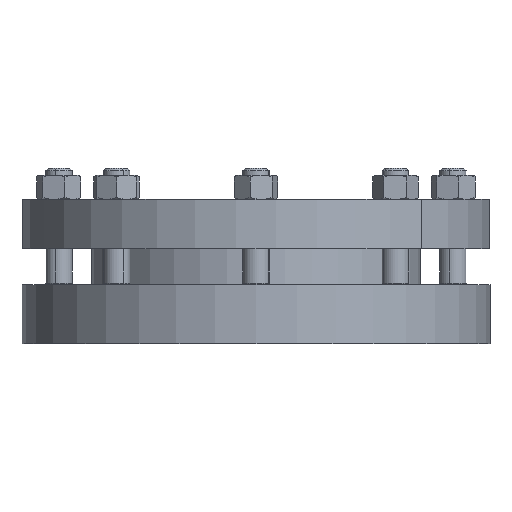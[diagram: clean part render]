
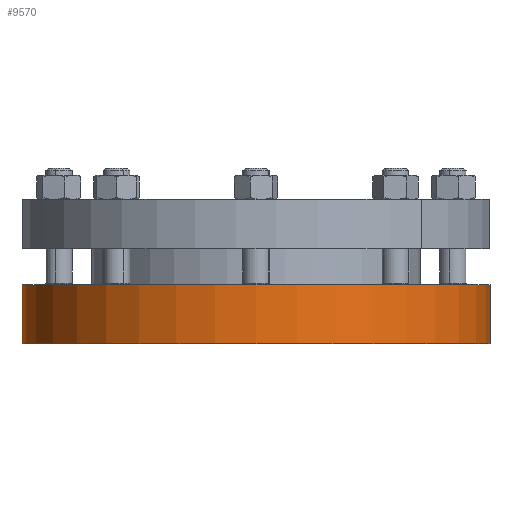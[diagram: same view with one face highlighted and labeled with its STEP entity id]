
A CAD part, front view. The second image highlights one B-rep face of the part: STEP entity #9570.
In plain terms, the highlighted cylindrical face has radius 142.5 mm (diameter 285 mm), a partial arc.
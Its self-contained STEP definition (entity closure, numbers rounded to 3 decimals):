
#820 = DIRECTION ( 'NONE',  ( -1., 0., 0. ) ) ;
#1257 = CARTESIAN_POINT ( 'NONE',  ( -142.5, 0., 36. ) ) ;
#3170 = CARTESIAN_POINT ( 'NONE',  ( 142.5, 0., 0. ) ) ;
#3253 = VERTEX_POINT ( 'NONE', #3170 ) ;
#3342 = EDGE_CURVE ( 'NONE', #3253, #13276, #14590, .T. ) ;
#3694 = VERTEX_POINT ( 'NONE', #16232 ) ;
#3738 = DIRECTION ( 'NONE',  ( 0., 0., -1. ) ) ;
#3946 = VECTOR ( 'NONE', #3738, 1000. ) ;
#4269 = CYLINDRICAL_SURFACE ( 'NONE', #15970, 142.5 ) ;
#4731 = DIRECTION ( 'NONE',  ( -1., 0., 0. ) ) ;
#4735 = CARTESIAN_POINT ( 'NONE',  ( -142.5, 0., 0. ) ) ;
#4801 = CARTESIAN_POINT ( 'NONE',  ( 0., 0., 36. ) ) ;
#4979 = CARTESIAN_POINT ( 'NONE',  ( 0., 0., 0. ) ) ;
#5208 = VERTEX_POINT ( 'NONE', #1257 ) ;
#5431 = EDGE_CURVE ( 'NONE', #5208, #13276, #13848, .T. ) ;
#5506 = DIRECTION ( 'NONE',  ( 0., 0., -1. ) ) ;
#5722 = EDGE_CURVE ( 'NONE', #3694, #5208, #15719, .T. ) ;
#5841 = CARTESIAN_POINT ( 'NONE',  ( 142.5, 0., 0. ) ) ;
#6554 = CARTESIAN_POINT ( 'NONE',  ( -142.5, 0., 0. ) ) ;
#7017 = FACE_OUTER_BOUND ( 'NONE', #16100, .T. ) ;
#8219 = VECTOR ( 'NONE', #12192, 1000. ) ;
#8646 = DIRECTION ( 'NONE',  ( 0., 0., -1. ) ) ;
#9570 = ADVANCED_FACE ( 'NONE', ( #7017 ), #4269, .T. ) ;
#9619 = EDGE_CURVE ( 'NONE', #3694, #3253, #12103, .T. ) ;
#10479 = ORIENTED_EDGE ( 'NONE', *, *, #5722, .T. ) ;
#10914 = AXIS2_PLACEMENT_3D ( 'NONE', #4801, #16327, #820 ) ;
#12103 = LINE ( 'NONE', #5841, #8219 ) ;
#12192 = DIRECTION ( 'NONE',  ( 0., 0., -1. ) ) ;
#13197 = CARTESIAN_POINT ( 'NONE',  ( 0., 0., 0. ) ) ;
#13276 = VERTEX_POINT ( 'NONE', #6554 ) ;
#13445 = DIRECTION ( 'NONE',  ( -1., 0., 0. ) ) ;
#13848 = LINE ( 'NONE', #4735, #3946 ) ;
#14126 = ORIENTED_EDGE ( 'NONE', *, *, #9619, .F. ) ;
#14590 = CIRCLE ( 'NONE', #15661, 142.5 ) ;
#15277 = ORIENTED_EDGE ( 'NONE', *, *, #5431, .T. ) ;
#15661 = AXIS2_PLACEMENT_3D ( 'NONE', #4979, #8646, #4731 ) ;
#15719 = CIRCLE ( 'NONE', #10914, 142.5 ) ;
#15907 = ORIENTED_EDGE ( 'NONE', *, *, #3342, .F. ) ;
#15970 = AXIS2_PLACEMENT_3D ( 'NONE', #13197, #5506, #13445 ) ;
#16100 = EDGE_LOOP ( 'NONE', ( #14126, #10479, #15277, #15907 ) ) ;
#16232 = CARTESIAN_POINT ( 'NONE',  ( 142.5, 0., 36. ) ) ;
#16327 = DIRECTION ( 'NONE',  ( 0., 0., -1. ) ) ;
